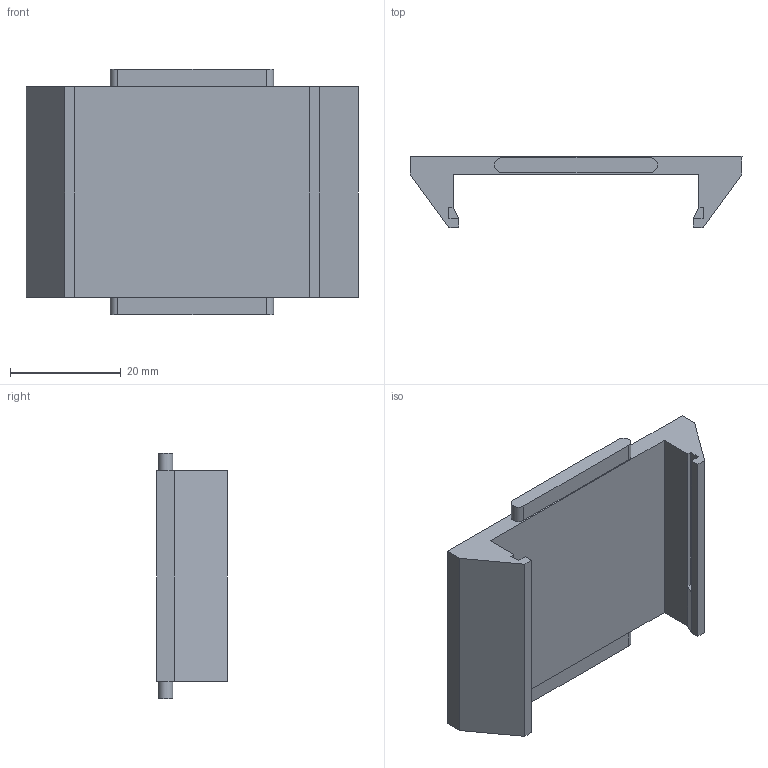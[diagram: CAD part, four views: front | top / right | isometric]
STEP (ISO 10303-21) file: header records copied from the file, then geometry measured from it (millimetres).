
FILE_DESCRIPTION(/* description */ (''),/* implementation_level */ '2;1');
FILE_NAME(/* name */ 'Cole''s Documents/Products/MaP/MaP-Website/plans/files/MaP-US-Mount v1.step',/* time_stamp */ '2017-05-16T08:24:26-07:00',/* author */ (''),/* organization */ (''),/* preprocessor_version */ 'ST-DEVELOPER v16.13',/* originating_system */ 'Autodesk Translation Framework v6.1.1.50',/* authorisation */ '');
FILE_SCHEMA (('AUTOMOTIVE_DESIGN { 1 0 10303 214 3 1 1 }'));
Length unit declared in the file: millimetre
Products named in the file (1): MaP-US-Mount v1
Bounding box: 60 x 12.79 x 44.45 mm (x, y, z)
Volume: 10929 mm3; surface area: 7098.5 mm2
Topology: 1 solids, 1 shells, 35 faces, 89 edges, 58 vertices
Faces by surface type: plane 31, cylinder 4
Entity records: 1103 total; most frequent: CARTESIAN_POINT 183, ORIENTED_EDGE 178, DIRECTION 169, EDGE_CURVE 89, LINE 81, VECTOR 81, VERTEX_POINT 58, AXIS2_PLACEMENT_3D 44
